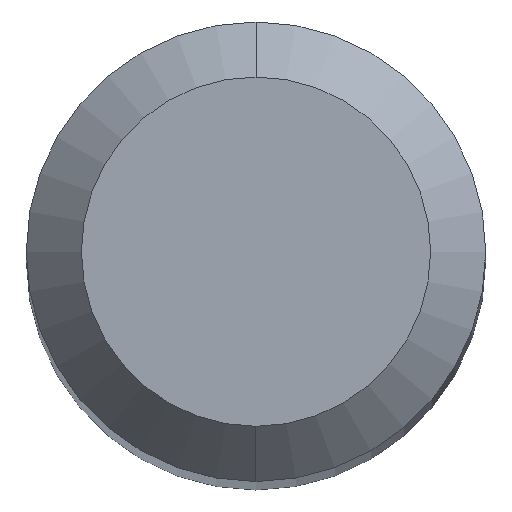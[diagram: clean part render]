
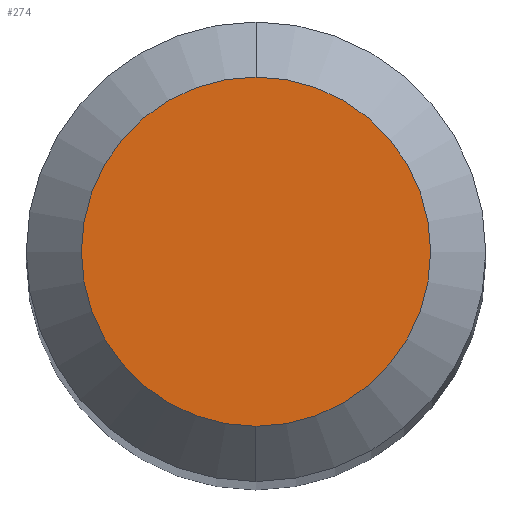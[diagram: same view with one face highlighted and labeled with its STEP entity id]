
A CAD part, top view. The second image highlights one B-rep face of the part: STEP entity #274.
In plain terms, the highlighted planar face has unit normal (0, 0, 1).
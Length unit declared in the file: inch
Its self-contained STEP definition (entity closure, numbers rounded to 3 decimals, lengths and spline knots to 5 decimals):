
#61 = CARTESIAN_POINT ( 'NONE',  ( 0., 0.0475, 0. ) ) ;
#69 = ORIENTED_EDGE ( 'NONE', *, *, #128, .T. ) ;
#128 = EDGE_CURVE ( 'NONE', #277, #313, #239, .T. ) ;
#142 = DIRECTION ( 'NONE',  ( 0., 1., 0. ) ) ;
#153 = CIRCLE ( 'NONE', #343, 0.0475 ) ;
#161 = DIRECTION ( 'NONE',  ( 0., 0., 1. ) ) ;
#181 = CARTESIAN_POINT ( 'NONE',  ( 0., 0.0475, 0. ) ) ;
#216 = EDGE_LOOP ( 'NONE', ( #69, #495 ) ) ;
#218 = CARTESIAN_POINT ( 'NONE',  ( 0., 0., 0. ) ) ;
#239 = CIRCLE ( 'NONE', #319, 0.0475 ) ;
#249 = AXIS2_PLACEMENT_3D ( 'NONE', #181, #429, #142 ) ;
#274 = ADVANCED_FACE ( 'NONE', ( #424 ), #508, .F. ) ;
#277 = VERTEX_POINT ( 'NONE', #61 ) ;
#284 = CARTESIAN_POINT ( 'NONE',  ( 0., 0., 0. ) ) ;
#313 = VERTEX_POINT ( 'NONE', #344 ) ;
#319 = AXIS2_PLACEMENT_3D ( 'NONE', #218, #448, #326 ) ;
#326 = DIRECTION ( 'NONE',  ( 0., -1., 0. ) ) ;
#343 = AXIS2_PLACEMENT_3D ( 'NONE', #284, #161, #400 ) ;
#344 = CARTESIAN_POINT ( 'NONE',  ( 0., -0.0475, 0. ) ) ;
#389 = EDGE_CURVE ( 'NONE', #313, #277, #153, .T. ) ;
#400 = DIRECTION ( 'NONE',  ( 0., -1., 0. ) ) ;
#424 = FACE_OUTER_BOUND ( 'NONE', #216, .T. ) ;
#429 = DIRECTION ( 'NONE',  ( 0., 0., -1. ) ) ;
#448 = DIRECTION ( 'NONE',  ( 0., 0., 1. ) ) ;
#495 = ORIENTED_EDGE ( 'NONE', *, *, #389, .T. ) ;
#508 = PLANE ( 'NONE',  #249 ) ;
